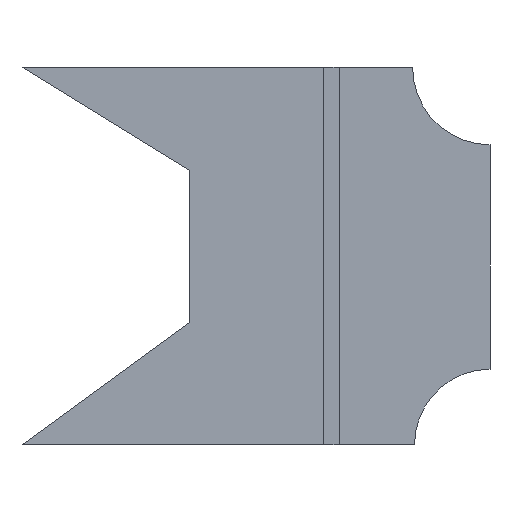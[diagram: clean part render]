
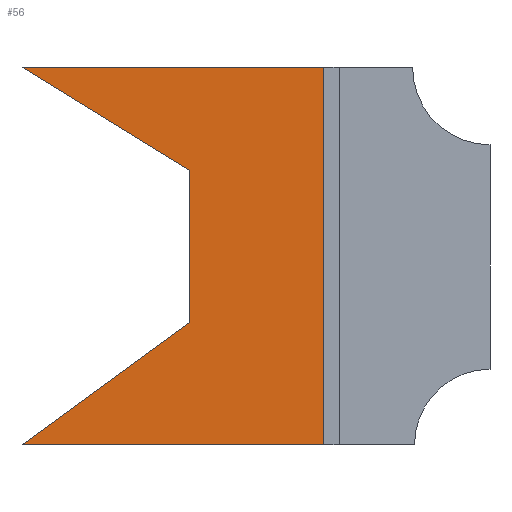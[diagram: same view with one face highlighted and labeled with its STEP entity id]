
A CAD part, front view. The second image highlights one B-rep face of the part: STEP entity #56.
In plain terms, the highlighted planar face has unit normal (0, -1, 0).
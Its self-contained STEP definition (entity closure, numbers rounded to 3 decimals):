
#1=CARTESIAN_POINT('POINT1',(0.,0.,63.5))
   ;
#2=VERTEX_POINT('VERTEX1',#1);
#3=CARTESIAN_POINT('POINT2',(50.8,0.,63.5));
#4=VERTEX_POINT('VERTEX2',#3);
#5=CARTESIAN_POINT('POS1',(0.,0.,63.5));
#6=DIRECTION('DIR1',(1.,0.,0.));
#7=VECTOR('VEC1',#6,1.);
#8=LINE('STRAIGHT1',#5,#7);
#9=EDGE_CURVE('EDGE1',#2,#4,#8,.T.);
#10=ORIENTED_EDGE('COEDGE1',*,*,#9,.F.);
#11=CARTESIAN_POINT('POINT3',(28.169,0.,
   46.151));
#12=VERTEX_POINT('VERTEX3',#11);
#13=CARTESIAN_POINT('POS2',(28.169,0.,46.151)
   );
#14=DIRECTION('DIR2',(-0.851,0.,
   0.524));
#15=VECTOR('VEC2',#14,1.);
#16=LINE('STRAIGHT2',#13,#15);
#17=EDGE_CURVE('EDGE2',#12,#2,#16,.T.);
#18=ORIENTED_EDGE('COEDGE2',*,*,#17,.F.);
#19=CARTESIAN_POINT('POINT4',(28.169,0.,
   20.573));
#20=VERTEX_POINT('VERTEX4',#19);
#21=CARTESIAN_POINT('POS3',(28.169,0.,20.573)
   );
#22=DIRECTION('DIR3',(0.,0.,1.));
#23=VECTOR('VEC3',#22,1.);
#24=LINE('STRAIGHT3',#21,#23);
#25=EDGE_CURVE('EDGE3',#20,#12,#24,.T.);
#26=ORIENTED_EDGE('COEDGE3',*,*,#25,.F.);
#27=CARTESIAN_POINT('POINT5',(0.,0.,0.));
#28=VERTEX_POINT('VERTEX5',#27);
#29=CARTESIAN_POINT('POS4',(0.,0.,0.));
#30=DIRECTION('DIR4',(0.808,0.,
   0.59));
#31=VECTOR('VEC4',#30,1.);
#32=LINE('STRAIGHT4',#29,#31);
#33=EDGE_CURVE('EDGE4',#28,#20,#32,.T.);
#34=ORIENTED_EDGE('COEDGE4',*,*,#33,.F.);
#35=CARTESIAN_POINT('POINT6',(50.8,0.,0.));
#36=VERTEX_POINT('VERTEX6',#35);
#37=CARTESIAN_POINT('POS5',(0.,0.,0.));
#38=DIRECTION('DIR5',(1.,0.,0.));
#39=VECTOR('VEC5',#38,1.);
#40=LINE('STRAIGHT5',#37,#39);
#41=EDGE_CURVE('EDGE5',#28,#36,#40,.T.);
#42=ORIENTED_EDGE('COEDGE5',*,*,#41,.T.);
#43=CARTESIAN_POINT('POS6',(50.8,0.,0.));
#44=DIRECTION('DIR6',(0.,0.,1.));
#45=VECTOR('VEC6',#44,1.);
#46=LINE('STRAIGHT6',#43,#45);
#47=EDGE_CURVE('EDGE6',#36,#4,#46,.T.);
#48=ORIENTED_EDGE('COEDGE6',*,*,#47,.T.);
#49=EDGE_LOOP('NONE',(#10,#18,#26,#34,#42,#48));
#50=FACE_BOUND('LOOP1',#49,.T.);
#51=CARTESIAN_POINT('POS7',(0.,0.,0.));
#52=DIRECTION('DIR7',(0.,-1.,0.));
#53=DIRECTION('DIR8',(1.,0.,0.));
#54=AXIS2_PLACEMENT_3D('AXIS1',#51,#52,#53);
#55=PLANE('PLANE1',#54);
#56=ADVANCED_FACE('FACE1',(#50),#55,.T.);
